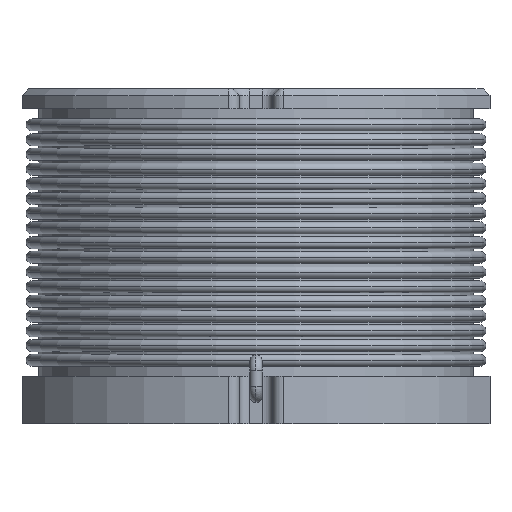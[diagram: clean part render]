
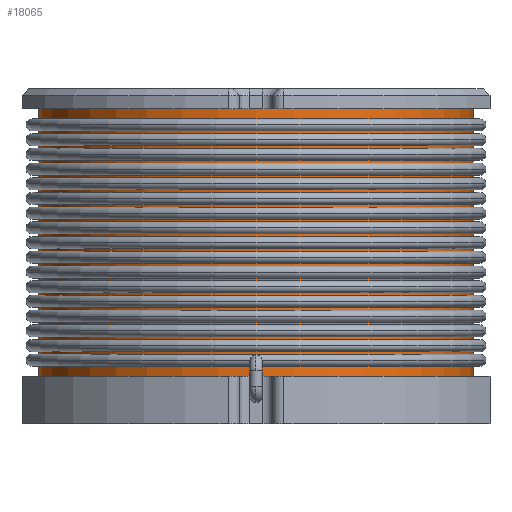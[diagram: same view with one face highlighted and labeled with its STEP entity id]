
A CAD part, front view. The second image highlights one B-rep face of the part: STEP entity #18065.
In plain terms, the highlighted cylindrical face has radius 3.25 mm (diameter 6.5 mm), a partial arc.
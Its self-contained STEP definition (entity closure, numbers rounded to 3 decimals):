
#366 = ORIENTED_EDGE ( 'NONE', *, *, #23701, .T. ) ;
#783 = CARTESIAN_POINT ( 'NONE',  ( -3.25, 0., 4.7 ) ) ;
#1256 = DIRECTION ( 'NONE',  ( 1., 0., 0. ) ) ;
#1528 = CARTESIAN_POINT ( 'NONE',  ( 0., 0., 4.7 ) ) ;
#2588 = CARTESIAN_POINT ( 'NONE',  ( 3.25, 0., 0.7 ) ) ;
#2965 = VERTEX_POINT ( 'NONE', #2588 ) ;
#3641 = EDGE_CURVE ( 'NONE', #20695, #2965, #18506, .T. ) ;
#4707 = FACE_OUTER_BOUND ( 'NONE', #6445, .T. ) ;
#5573 = AXIS2_PLACEMENT_3D ( 'NONE', #19670, #19542, #13731 ) ;
#5968 = CIRCLE ( 'NONE', #5573, 3.25 ) ;
#6125 = CARTESIAN_POINT ( 'NONE',  ( -3.25, 0., 4.7 ) ) ;
#6445 = EDGE_LOOP ( 'NONE', ( #17888, #20263, #366, #18992 ) ) ;
#9079 = DIRECTION ( 'NONE',  ( 0., 0., -1. ) ) ;
#9682 = VECTOR ( 'NONE', #20273, 1000. ) ;
#11219 = EDGE_CURVE ( 'NONE', #23140, #2965, #11260, .T. ) ;
#11260 = LINE ( 'NONE', #18919, #9682 ) ;
#12536 = DIRECTION ( 'NONE',  ( -1., 0., 0. ) ) ;
#13221 = VECTOR ( 'NONE', #19562, 1000. ) ;
#13731 = DIRECTION ( 'NONE',  ( 1., 0., 0. ) ) ;
#13927 = VERTEX_POINT ( 'NONE', #6125 ) ;
#16453 = CARTESIAN_POINT ( 'NONE',  ( 3.25, 0., 4.7 ) ) ;
#17520 = CARTESIAN_POINT ( 'NONE',  ( 0., 0., 0.7 ) ) ;
#17631 = DIRECTION ( 'NONE',  ( 0., 0., 1. ) ) ;
#17888 = ORIENTED_EDGE ( 'NONE', *, *, #11219, .F. ) ;
#18065 = ADVANCED_FACE ( 'NONE', ( #4707 ), #23325, .T. ) ;
#18506 = CIRCLE ( 'NONE', #19272, 3.25 ) ;
#18519 = EDGE_CURVE ( 'NONE', #13927, #23140, #5968, .T. ) ;
#18919 = CARTESIAN_POINT ( 'NONE',  ( 3.25, 0., 4.7 ) ) ;
#18992 = ORIENTED_EDGE ( 'NONE', *, *, #3641, .T. ) ;
#19272 = AXIS2_PLACEMENT_3D ( 'NONE', #17520, #17631, #1256 ) ;
#19542 = DIRECTION ( 'NONE',  ( 0., 0., 1. ) ) ;
#19562 = DIRECTION ( 'NONE',  ( 0., 0., -1. ) ) ;
#19670 = CARTESIAN_POINT ( 'NONE',  ( 0., 0., 4.7 ) ) ;
#20263 = ORIENTED_EDGE ( 'NONE', *, *, #18519, .F. ) ;
#20273 = DIRECTION ( 'NONE',  ( 0., 0., -1. ) ) ;
#20339 = CARTESIAN_POINT ( 'NONE',  ( -3.25, 0., 0.7 ) ) ;
#20695 = VERTEX_POINT ( 'NONE', #20339 ) ;
#21123 = LINE ( 'NONE', #783, #13221 ) ;
#22746 = AXIS2_PLACEMENT_3D ( 'NONE', #1528, #9079, #12536 ) ;
#23140 = VERTEX_POINT ( 'NONE', #16453 ) ;
#23325 = CYLINDRICAL_SURFACE ( 'NONE', #22746, 3.25 ) ;
#23701 = EDGE_CURVE ( 'NONE', #13927, #20695, #21123, .T. ) ;
